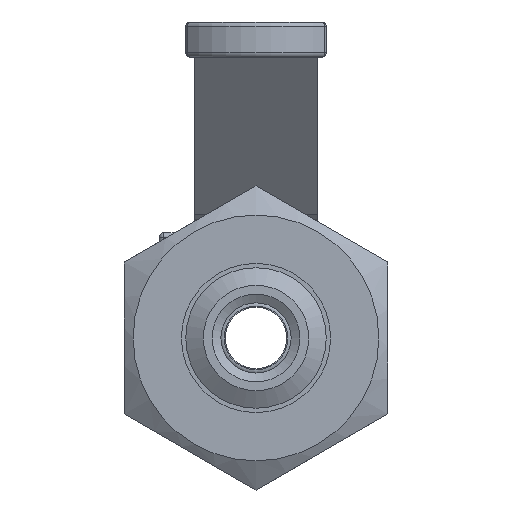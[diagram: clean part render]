
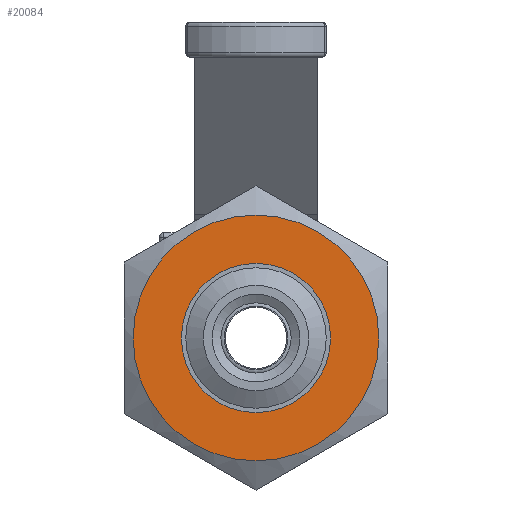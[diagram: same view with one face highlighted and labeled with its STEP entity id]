
A CAD part, front view. The second image highlights one B-rep face of the part: STEP entity #20084.
In plain terms, the highlighted face is planar.
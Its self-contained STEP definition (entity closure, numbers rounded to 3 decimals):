
#19734=CARTESIAN_POINT('',(29.,8.5,0.));
#19735=VERTEX_POINT('',#19734);
#19736=CARTESIAN_POINT('',(29.,0.0,0.0));
#19737=DIRECTION('',(-1.0,0.0,0.0));
#19738=DIRECTION('',(0.0,-1.0,0.0));
#19739=AXIS2_PLACEMENT_3D('',#19736,#19737,#19738);
#19740=CIRCLE('',#19739,8.5);
#19741=EDGE_CURVE('',#19735,#19735,#19740,.T.);
#19959=CARTESIAN_POINT('',(29.,0.0,14.));
#19960=VERTEX_POINT('',#19959);
#19961=CARTESIAN_POINT('',(29.,0.0,0.0));
#19962=DIRECTION('',(1.0,0.0,0.0));
#19963=DIRECTION('',(0.0,0.0,1.0));
#19964=AXIS2_PLACEMENT_3D('',#19961,#19962,#19963);
#19965=CIRCLE('',#19964,14.);
#19966=EDGE_CURVE('',#19960,#19960,#19965,.T.);
#20073=CARTESIAN_POINT('',(29.,0.,0.));
#20074=DIRECTION('',(1.0,0.0,0.0));
#20075=DIRECTION('',(0.0,0.0,-1.0));
#20076=AXIS2_PLACEMENT_3D('',#20073,#20074,#20075);
#20077=PLANE('',#20076);
#20078=ORIENTED_EDGE('',*,*,#19966,.T.);
#20079=EDGE_LOOP('',(#20078));
#20080=FACE_OUTER_BOUND('',#20079,.T.);
#20081=ORIENTED_EDGE('',*,*,#19741,.T.);
#20082=EDGE_LOOP('',(#20081));
#20083=FACE_BOUND('',#20082,.T.);
#20084=ADVANCED_FACE('',(#20080,#20083),#20077,.T.);
